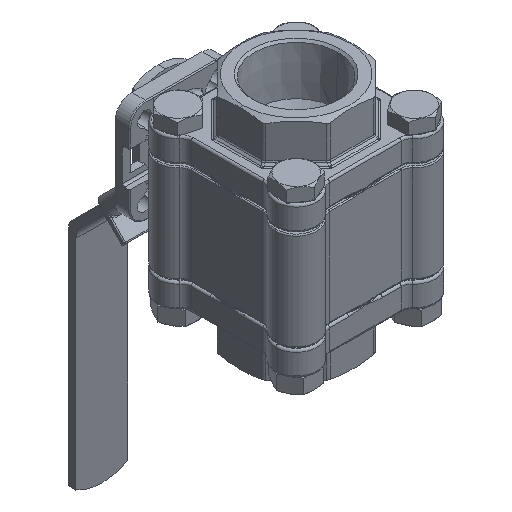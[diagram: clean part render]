
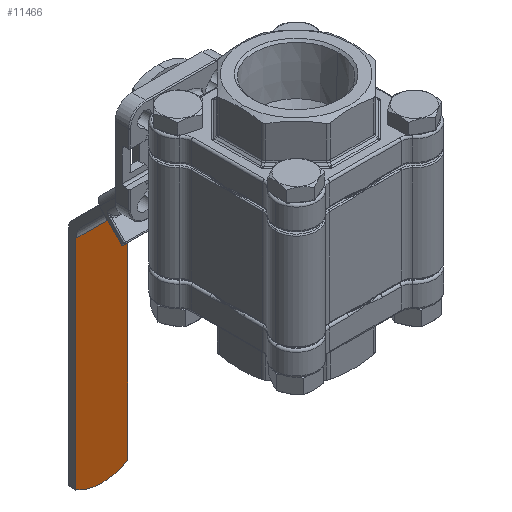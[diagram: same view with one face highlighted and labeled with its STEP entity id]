
A CAD part, isometric view. The second image highlights one B-rep face of the part: STEP entity #11466.
In plain terms, the highlighted planar face has unit normal (0, -1, 0).
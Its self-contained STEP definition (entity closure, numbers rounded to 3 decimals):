
#11249 = VERTEX_POINT ( 'NONE', #16737 ) ;
#11323 = VERTEX_POINT ( 'NONE', #16770 ) ;
#11326 = EDGE_CURVE ( 'NONE', #11327, #11323, #16772, .T. ) ;
#11327 = VERTEX_POINT ( 'NONE', #16810 ) ;
#11335 = EDGE_CURVE ( 'NONE', #11249, #11627, #16876, .T. ) ;
#11466 = ADVANCED_FACE ( 'NONE', ( #16954 ), #16964, .F. ) ;
#11467 = EDGE_LOOP ( 'NONE', ( #11469, #11580, #11585, #11725 ) ) ;
#11469 = ORIENTED_EDGE ( 'NONE', *, *, #11326, .T. ) ;
#11541 = EDGE_CURVE ( 'NONE', #11249, #11327, #17164, .T. ) ;
#11580 = ORIENTED_EDGE ( 'NONE', *, *, #11583, .T. ) ;
#11583 = EDGE_CURVE ( 'NONE', #11323, #11627, #17211, .T. ) ;
#11585 = ORIENTED_EDGE ( 'NONE', *, *, #11335, .F. ) ;
#11627 = VERTEX_POINT ( 'NONE', #17192 ) ;
#11725 = ORIENTED_EDGE ( 'NONE', *, *, #11541, .T. ) ;
#16737 = CARTESIAN_POINT ( 'NONE',  ( 54.214, 29.1, 12.5 ) ) ;
#16770 = CARTESIAN_POINT ( 'NONE',  ( 159.651, 29.1, -12.5 ) ) ;
#16771 = CARTESIAN_POINT ( 'NONE',  ( 163., 29.1, -12.5 ) ) ;
#16772 = LINE ( 'NONE', #16771, #16812 ) ;
#16810 = CARTESIAN_POINT ( 'NONE',  ( 54.214, 29.1, -12.5 ) ) ;
#16811 = DIRECTION ( 'NONE',  ( 1., 0., 0. ) ) ;
#16812 = VECTOR ( 'NONE', #16811, 1000. ) ;
#16873 = DIRECTION ( 'NONE',  ( 1., 0., 0. ) ) ;
#16874 = VECTOR ( 'NONE', #16873, 1000. ) ;
#16875 = CARTESIAN_POINT ( 'NONE',  ( 163., 29.1, 12.5 ) ) ;
#16876 = LINE ( 'NONE', #16875, #16874 ) ;
#16954 = FACE_OUTER_BOUND ( 'NONE', #11467, .T. ) ;
#16959 = DIRECTION ( 'NONE',  ( -1., 0., 0. ) ) ;
#16960 = DIRECTION ( 'NONE',  ( 0., 1., 0. ) ) ;
#16961 = AXIS2_PLACEMENT_3D ( 'NONE', #16963, #16960, #16959 ) ;
#16963 = CARTESIAN_POINT ( 'NONE',  ( 163., 29.1, 12.5 ) ) ;
#16964 = PLANE ( 'NONE',  #16961 ) ;
#17158 = DIRECTION ( 'NONE',  ( 0., 0., -1. ) ) ;
#17159 = VECTOR ( 'NONE', #17158, 1000. ) ;
#17160 = CARTESIAN_POINT ( 'NONE',  ( 54.214, 29.1, 12.5 ) ) ;
#17164 = LINE ( 'NONE', #17160, #17159 ) ;
#17192 = CARTESIAN_POINT ( 'NONE',  ( 159.651, 29.1, 12.5 ) ) ;
#17207 = DIRECTION ( 'NONE',  ( -1., 0., 0. ) ) ;
#17208 = DIRECTION ( 'NONE',  ( 0., -1., 0. ) ) ;
#17209 = CARTESIAN_POINT ( 'NONE',  ( 138., 29.1, 0. ) ) ;
#17210 = AXIS2_PLACEMENT_3D ( 'NONE', #17209, #17208, #17207 ) ;
#17211 = CIRCLE ( 'NONE', #17210, 25. ) ;
